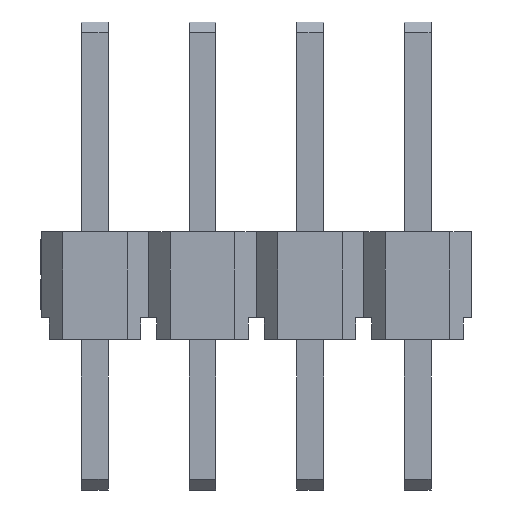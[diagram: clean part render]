
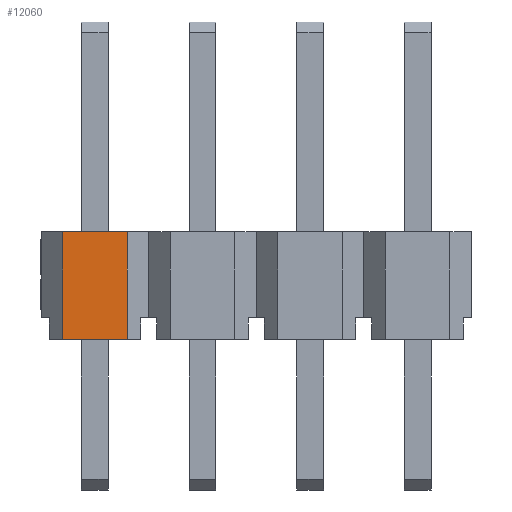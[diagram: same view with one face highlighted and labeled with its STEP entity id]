
A CAD part, front view. The second image highlights one B-rep face of the part: STEP entity #12060.
In plain terms, the highlighted planar face has unit normal (0, -1, 0).
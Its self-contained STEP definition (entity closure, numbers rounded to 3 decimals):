
#528 = CARTESIAN_POINT ( 'NONE',  ( -3.6, -1., 0. ) ) ;
#884 = CARTESIAN_POINT ( 'NONE',  ( -4., -1., 2. ) ) ;
#941 = VECTOR ( 'NONE', #1059, 1000. ) ;
#972 = CARTESIAN_POINT ( 'NONE',  ( -2.4, -1., 0. ) ) ;
#1059 = DIRECTION ( 'NONE',  ( 0., 0., 1. ) ) ;
#1301 = DIRECTION ( 'NONE',  ( 0., 0., 1. ) ) ;
#1450 = DIRECTION ( 'NONE',  ( 1., 0., 0. ) ) ;
#2196 = VERTEX_POINT ( 'NONE', #7257 ) ;
#2794 = EDGE_CURVE ( 'NONE', #16617, #2196, #15871, .T. ) ;
#3230 = EDGE_CURVE ( 'NONE', #2196, #4187, #8320, .T. ) ;
#4007 = CARTESIAN_POINT ( 'NONE',  ( -4., -1., 0. ) ) ;
#4187 = VERTEX_POINT ( 'NONE', #12071 ) ;
#4660 = EDGE_CURVE ( 'NONE', #16617, #12539, #13162, .T. ) ;
#4947 = DIRECTION ( 'NONE',  ( 0., 1., 0. ) ) ;
#5108 = FACE_OUTER_BOUND ( 'NONE', #10243, .T. ) ;
#5468 = AXIS2_PLACEMENT_3D ( 'NONE', #884, #4947, #15709 ) ;
#6157 = ORIENTED_EDGE ( 'NONE', *, *, #8289, .T. ) ;
#7257 = CARTESIAN_POINT ( 'NONE',  ( -3.6, -1., 2. ) ) ;
#8289 = EDGE_CURVE ( 'NONE', #12539, #4187, #9088, .T. ) ;
#8320 = LINE ( 'NONE', #12174, #11884 ) ;
#9088 = LINE ( 'NONE', #972, #941 ) ;
#10243 = EDGE_LOOP ( 'NONE', ( #15838, #17011, #10996, #6157 ) ) ;
#10996 = ORIENTED_EDGE ( 'NONE', *, *, #4660, .T. ) ;
#11063 = VECTOR ( 'NONE', #1301, 1000. ) ;
#11884 = VECTOR ( 'NONE', #13607, 1000. ) ;
#12060 = ADVANCED_FACE ( 'NONE', ( #5108 ), #17028, .F. ) ;
#12071 = CARTESIAN_POINT ( 'NONE',  ( -2.4, -1., 2. ) ) ;
#12174 = CARTESIAN_POINT ( 'NONE',  ( -4., -1., 2. ) ) ;
#12539 = VERTEX_POINT ( 'NONE', #14833 ) ;
#12855 = VECTOR ( 'NONE', #1450, 1000. ) ;
#13101 = CARTESIAN_POINT ( 'NONE',  ( -3.6, -1., 0. ) ) ;
#13162 = LINE ( 'NONE', #4007, #12855 ) ;
#13607 = DIRECTION ( 'NONE',  ( 1., 0., 0. ) ) ;
#14833 = CARTESIAN_POINT ( 'NONE',  ( -2.4, -1., 0. ) ) ;
#15709 = DIRECTION ( 'NONE',  ( 0., 0., 1. ) ) ;
#15838 = ORIENTED_EDGE ( 'NONE', *, *, #3230, .F. ) ;
#15871 = LINE ( 'NONE', #13101, #11063 ) ;
#16617 = VERTEX_POINT ( 'NONE', #528 ) ;
#17011 = ORIENTED_EDGE ( 'NONE', *, *, #2794, .F. ) ;
#17028 = PLANE ( 'NONE',  #5468 ) ;
